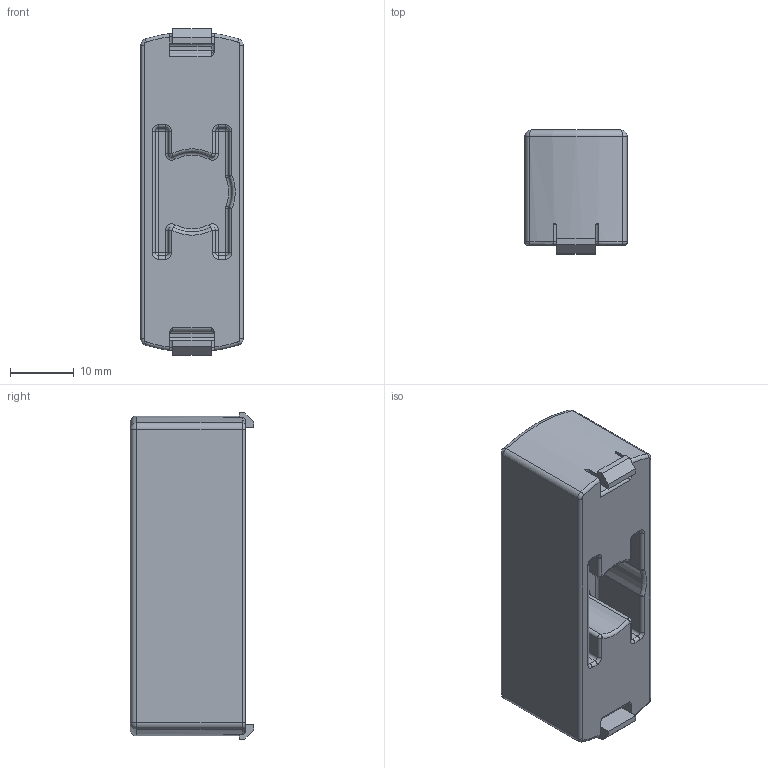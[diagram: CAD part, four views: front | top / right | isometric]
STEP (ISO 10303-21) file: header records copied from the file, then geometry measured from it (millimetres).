
FILE_DESCRIPTION(/* description */ (''),/* implementation_level */ '2;1');
FILE_NAME(/* name */ 'Schalter fr Robert_v2.step',/* time_stamp */ '2025-03-29T15:31:10+01:00',/* author */ (''),/* organization */ (''),/* preprocessor_version */ 'ST-DEVELOPER v20.1',/* originating_system */ 'Autodesk Translation Framework v14.4.0.0',/* authorisation */ '');
FILE_SCHEMA (('AUTOMOTIVE_DESIGN { 1 0 10303 214 3 1 1 }'));
Length unit declared in the file: millimetre
Products named in the file (1): Schalter für Robert
Bounding box: 16 x 19.3 x 51 mm (x, y, z)
Volume: 12353 mm3; surface area: 4710.6 mm2
Topology: 1 solids, 1 shells, 157 faces, 359 edges, 205 vertices
Faces by surface type: cylinder 63, plane 38, torus 29, sphere 19, bspline 8
Entity records: 4570 total; most frequent: CARTESIAN_POINT 949, DIRECTION 820, ORIENTED_EDGE 718, EDGE_CURVE 359, AXIS2_PLACEMENT_3D 330, VERTEX_POINT 205, CIRCLE 177, LINE 160
